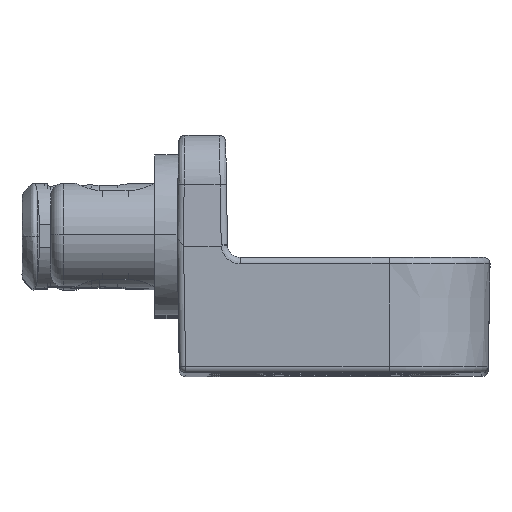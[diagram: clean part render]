
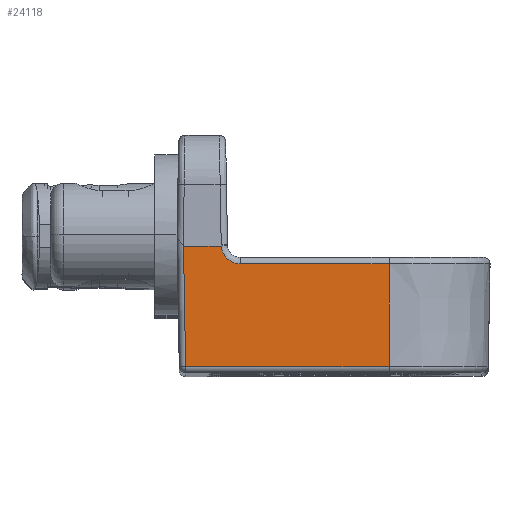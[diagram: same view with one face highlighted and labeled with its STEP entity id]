
A CAD part, top view. The second image highlights one B-rep face of the part: STEP entity #24118.
In plain terms, the highlighted planar face has unit normal (0, -0.018, 1).
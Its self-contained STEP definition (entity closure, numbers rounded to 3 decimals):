
#152 = LINE ( 'NONE', #18058, #14815 ) ;
#165 = CARTESIAN_POINT ( 'NONE',  ( 8.4, 2.286, 43.85 ) ) ;
#177 = VECTOR ( 'NONE', #12066, 1000. ) ;
#296 = ORIENTED_EDGE ( 'NONE', *, *, #718, .T. ) ;
#718 = EDGE_CURVE ( 'NONE', #23456, #9855, #152, .T. ) ;
#1514 = DIRECTION ( 'NONE',  ( 0., -1., -0.017 ) ) ;
#2271 = VECTOR ( 'NONE', #9284, 1000. ) ;
#3208 = CARTESIAN_POINT ( 'NONE',  ( 2.5, 2.032, 43.846 ) ) ;
#3591 = ORIENTED_EDGE ( 'NONE', *, *, #6201, .T. ) ;
#3773 = ORIENTED_EDGE ( 'NONE', *, *, #8043, .T. ) ;
#3838 = CARTESIAN_POINT ( 'NONE',  ( 0.341, -2.04, 43.774 ) ) ;
#3867 = AXIS2_PLACEMENT_3D ( 'NONE', #12946, #12855, #1514 ) ;
#4519 = ORIENTED_EDGE ( 'NONE', *, *, #9857, .T. ) ;
#6140 =( BOUNDED_CURVE ( )  B_SPLINE_CURVE ( 3, ( #15862, #21581, #13820, #23571 ),
 .UNSPECIFIED., .F., .T. ) 
 B_SPLINE_CURVE_WITH_KNOTS ( ( 4, 4 ),
 ( 3.142, 4.644 ),
 .UNSPECIFIED. ) 
 CURVE ( )  GEOMETRIC_REPRESENTATION_ITEM ( )  RATIONAL_B_SPLINE_CURVE ( ( 1., 0.821, 0.821, 1. ) ) 
 REPRESENTATION_ITEM ( '' )  );
#6201 = EDGE_CURVE ( 'NONE', #13626, #11139, #14578, .T. ) ;
#6468 = CARTESIAN_POINT ( 'NONE',  ( 0.345, -2.282, 43.77 ) ) ;
#6899 = PLANE ( 'NONE',  #3867 ) ;
#8043 = EDGE_CURVE ( 'NONE', #11900, #23456, #6140, .T. ) ;
#8820 = DIRECTION ( 'NONE',  ( 1., 0., 0. ) ) ;
#9284 = DIRECTION ( 'NONE',  ( -1., 0., 0. ) ) ;
#9855 = VERTEX_POINT ( 'NONE', #22779 ) ;
#9857 = EDGE_CURVE ( 'NONE', #11139, #11900, #20855, .T. ) ;
#10416 = LINE ( 'NONE', #6468, #177 ) ;
#10433 = VERTEX_POINT ( 'NONE', #3838 ) ;
#10716 = EDGE_LOOP ( 'NONE', ( #4519, #3773, #296, #12462, #21689, #3591 ) ) ;
#11139 = VERTEX_POINT ( 'NONE', #23696 ) ;
#11900 = VERTEX_POINT ( 'NONE', #3208 ) ;
#12066 = DIRECTION ( 'NONE',  ( 0.017, -1., -0.017 ) ) ;
#12462 = ORIENTED_EDGE ( 'NONE', *, *, #18867, .T. ) ;
#12707 = CARTESIAN_POINT ( 'NONE',  ( 8.4, -2.04, 43.774 ) ) ;
#12855 = DIRECTION ( 'NONE',  ( 0., -0.017, 1. ) ) ;
#12946 = CARTESIAN_POINT ( 'NONE',  ( 12.4, 2.286, 43.85 ) ) ;
#13626 = VERTEX_POINT ( 'NONE', #13860 ) ;
#13820 = CARTESIAN_POINT ( 'NONE',  ( 1.78, 2.316, 43.851 ) ) ;
#13860 = CARTESIAN_POINT ( 'NONE',  ( 8.4, -2.04, 43.774 ) ) ;
#14578 = LINE ( 'NONE', #165, #21536 ) ;
#14815 = VECTOR ( 'NONE', #16289, 1000. ) ;
#14964 = FACE_OUTER_BOUND ( 'NONE', #10716, .T. ) ;
#15862 = CARTESIAN_POINT ( 'NONE',  ( 2.5, 2.032, 43.846 ) ) ;
#16289 = DIRECTION ( 'NONE',  ( -1., 0., 0. ) ) ;
#16676 = CARTESIAN_POINT ( 'NONE',  ( 2.5, 2.032, 43.846 ) ) ;
#17600 = CARTESIAN_POINT ( 'NONE',  ( 1.752, 2.731, 43.858 ) ) ;
#18058 = CARTESIAN_POINT ( 'NONE',  ( 12.4, 2.731, 43.858 ) ) ;
#18867 = EDGE_CURVE ( 'NONE', #9855, #10433, #10416, .T. ) ;
#19102 = VECTOR ( 'NONE', #8820, 1000. ) ;
#20855 = LINE ( 'NONE', #16676, #2271 ) ;
#21524 = EDGE_CURVE ( 'NONE', #10433, #13626, #24210, .T. ) ;
#21536 = VECTOR ( 'NONE', #22975, 1000. ) ;
#21581 = CARTESIAN_POINT ( 'NONE',  ( 2.084, 2.032, 43.846 ) ) ;
#21689 = ORIENTED_EDGE ( 'NONE', *, *, #21524, .T. ) ;
#22779 = CARTESIAN_POINT ( 'NONE',  ( 0.258, 2.731, 43.858 ) ) ;
#22975 = DIRECTION ( 'NONE',  ( 0., 1., 0.017 ) ) ;
#23456 = VERTEX_POINT ( 'NONE', #17600 ) ;
#23571 = CARTESIAN_POINT ( 'NONE',  ( 1.752, 2.731, 43.858 ) ) ;
#23696 = CARTESIAN_POINT ( 'NONE',  ( 8.4, 2.032, 43.846 ) ) ;
#24118 = ADVANCED_FACE ( 'NONE', ( #14964 ), #6899, .T. ) ;
#24210 = LINE ( 'NONE', #12707, #19102 ) ;
